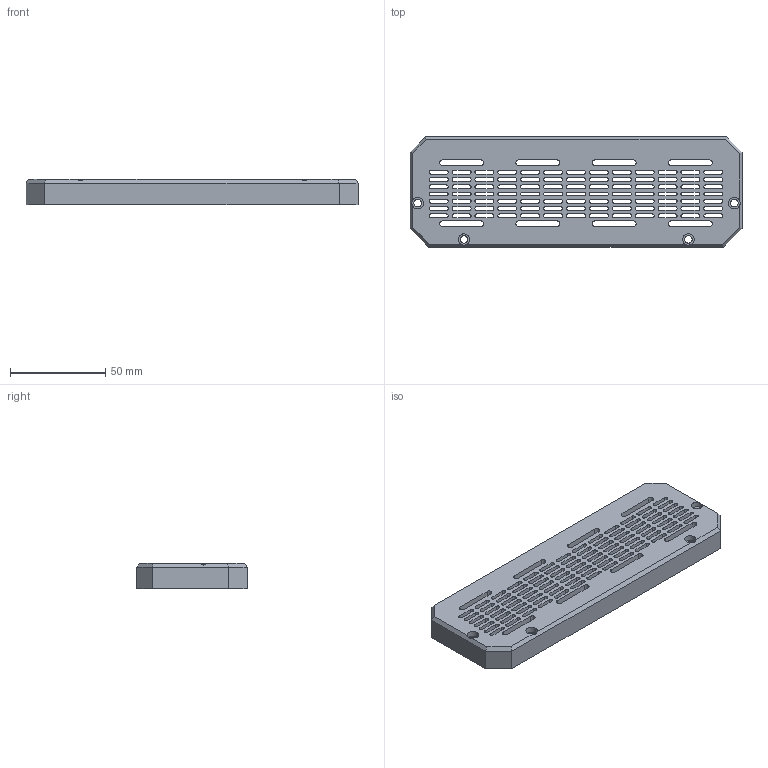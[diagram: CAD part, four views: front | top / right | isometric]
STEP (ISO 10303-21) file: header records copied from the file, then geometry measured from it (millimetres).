
FILE_DESCRIPTION (( 'STEP AP214' ), '1' );
FILE_NAME ('散热孔.STEP', '2024-01-12T17:16:29', ( '' ), ( '' ), 'SwSTEP 2.0', 'SolidWorks 2023', '' );
FILE_SCHEMA (( 'AUTOMOTIVE_DESIGN' ));
Length unit declared in the file: millimetre
Products named in the file (1): 散热孔
Bounding box: 174.08 x 57.77 x 13.15 mm (x, y, z)
Volume: 55932.9 mm3; surface area: 35240.6 mm2
Topology: 1 solids, 1 shells, 590 faces, 1705 edges, 1134 vertices
Faces by surface type: cylinder 345, plane 245
Entity records: 20092 total; most frequent: DIRECTION 3573, CARTESIAN_POINT 3448, ORIENTED_EDGE 3410, EDGE_CURVE 1705, AXIS2_PLACEMENT_3D 1283, VERTEX_POINT 1134, VECTOR 1007, LINE 1007
